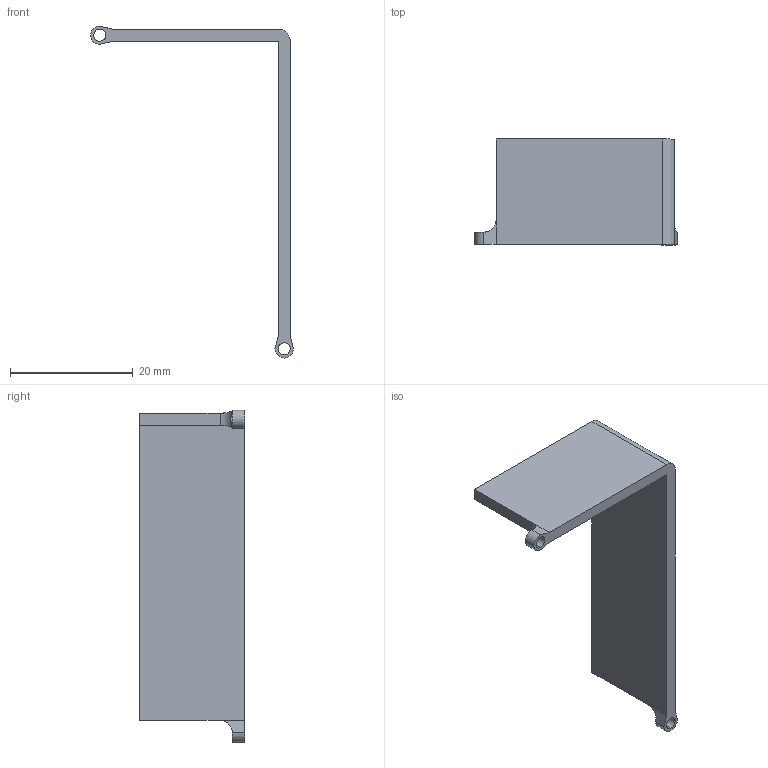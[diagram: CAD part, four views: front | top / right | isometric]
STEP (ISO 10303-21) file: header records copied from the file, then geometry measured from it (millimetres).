
FILE_DESCRIPTION (( 'STEP AP214' ), '1' );
FILE_NAME ('Battery Holder.STEP', '2025-12-24T21:39:42', ( '' ), ( '' ), 'SwSTEP 2.0', 'SolidWorks 2024', '' );
FILE_SCHEMA (( 'AUTOMOTIVE_DESIGN' ));
Length unit declared in the file: millimetre
Products named in the file (1): Battery Holder
Bounding box: 33 x 17.15 x 54 mm (x, y, z)
Volume: 2651.6 mm3; surface area: 3076.4 mm2
Topology: 1 solids, 1 shells, 24 faces, 62 edges, 38 vertices
Faces by surface type: plane 14, cylinder 10
Entity records: 781 total; most frequent: CARTESIAN_POINT 172, ORIENTED_EDGE 124, DIRECTION 120, EDGE_CURVE 62, VECTOR 40, LINE 40, AXIS2_PLACEMENT_3D 40, VERTEX_POINT 38
